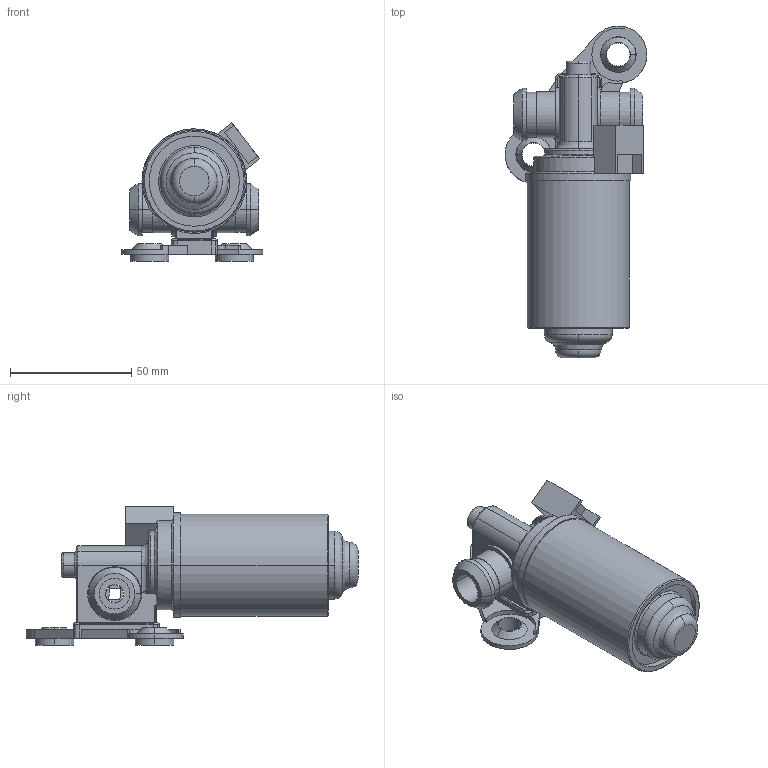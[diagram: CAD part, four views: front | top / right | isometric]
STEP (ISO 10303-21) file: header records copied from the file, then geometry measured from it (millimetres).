
FILE_DESCRIPTION((''),'2;1');
FILE_NAME('Seat Motor.stp','2002-01-13T09:37:35',('Administrator'),(''),'Autodesk Inventor (tm) 5.0','Autodesk Inventor (tm) 5.0','');
FILE_SCHEMA(('CONFIG_CONTROL_DESIGN'));
Length unit declared in the file: inch
Products named in the file (3): Seat Motor; SM Housing; SM drive shaft
Assembly tree (2 placements, depth 2):
  Seat Motor
    SM Housing
    SM drive shaft
Bounding box: 58.55 x 137.02 x 57.02 mm (x, y, z)
Volume: 135954.8 mm3; surface area: 28493.3 mm2
Topology: 2 solids, 2 shells, 229 faces, 575 edges, 373 vertices
Faces by surface type: cylinder 97, plane 83, bspline 24, torus 17, cone 8
Entity records: 8429 total; most frequent: CARTESIAN_POINT 2437, DIRECTION 1245, ORIENTED_EDGE 1150, EDGE_CURVE 575, AXIS2_PLACEMENT_3D 491, VERTEX_POINT 373, CIRCLE 281, VECTOR 263
